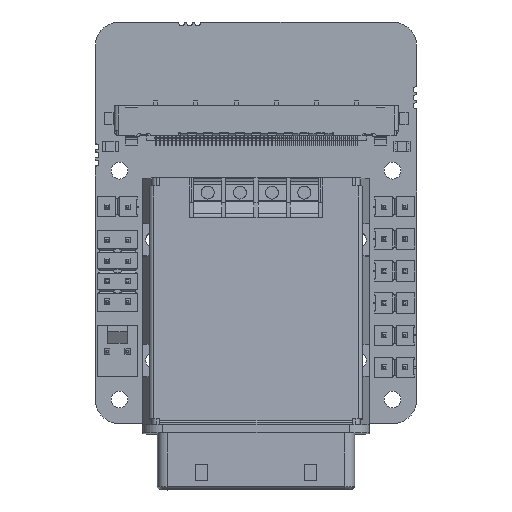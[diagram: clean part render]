
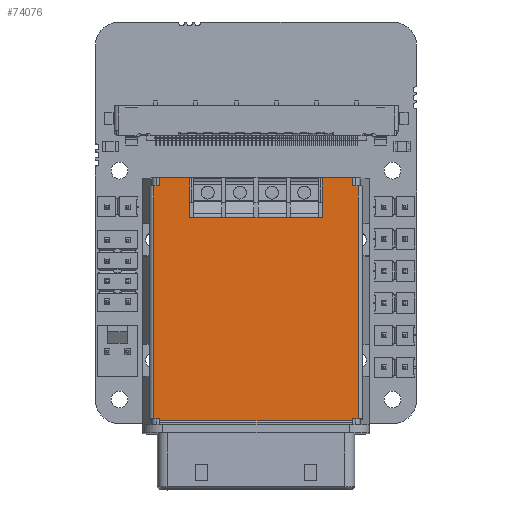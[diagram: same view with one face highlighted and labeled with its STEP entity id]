
A CAD part, top view. The second image highlights one B-rep face of the part: STEP entity #74076.
In plain terms, the highlighted face is planar.
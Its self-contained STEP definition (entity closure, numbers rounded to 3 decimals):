
#73206 = VERTEX_POINT('',#73207);
#73207 = CARTESIAN_POINT('',(-12.,3.7,-8.74));
#73213 = EDGE_CURVE('',#73206,#73214,#73216,.T.);
#73214 = VERTEX_POINT('',#73215);
#73215 = CARTESIAN_POINT('',(-12.,3.7,-8.5));
#73216 = LINE('',#73217,#73218);
#73217 = CARTESIAN_POINT('',(-12.,3.7,-8.74));
#73218 = VECTOR('',#73219,1.);
#73219 = DIRECTION('',(0.,0.,1.));
#73343 = VERTEX_POINT('',#73344);
#73344 = CARTESIAN_POINT('',(-12.745,3.7,-8.74));
#73351 = EDGE_CURVE('',#73343,#73206,#73352,.T.);
#73352 = LINE('',#73353,#73354);
#73353 = CARTESIAN_POINT('',(-12.745,3.7,-8.74));
#73354 = VECTOR('',#73355,1.);
#73355 = DIRECTION('',(1.,0.,0.));
#73377 = VERTEX_POINT('',#73378);
#73378 = CARTESIAN_POINT('',(12.,3.7,-8.74));
#73384 = EDGE_CURVE('',#73377,#73385,#73387,.T.);
#73385 = VERTEX_POINT('',#73386);
#73386 = CARTESIAN_POINT('',(12.745,3.7,-8.74));
#73387 = LINE('',#73388,#73389);
#73388 = CARTESIAN_POINT('',(12.,3.7,-8.74));
#73389 = VECTOR('',#73390,1.);
#73390 = DIRECTION('',(1.,0.,0.));
#73857 = VERTEX_POINT('',#73858);
#73858 = CARTESIAN_POINT('',(12.,3.7,-37.72));
#73934 = VERTEX_POINT('',#73935);
#73935 = CARTESIAN_POINT('',(12.745,3.7,-37.72));
#73942 = EDGE_CURVE('',#73857,#73934,#73943,.T.);
#73943 = LINE('',#73944,#73945);
#73944 = CARTESIAN_POINT('',(12.,3.7,-37.72));
#73945 = VECTOR('',#73946,1.);
#73946 = DIRECTION('',(1.,0.,0.));
#73957 = VERTEX_POINT('',#73958);
#73958 = CARTESIAN_POINT('',(-12.,3.7,-37.72));
#73964 = EDGE_CURVE('',#73965,#73957,#73967,.T.);
#73965 = VERTEX_POINT('',#73966);
#73966 = CARTESIAN_POINT('',(-12.745,3.7,-37.72));
#73967 = LINE('',#73968,#73969);
#73968 = CARTESIAN_POINT('',(-12.745,3.7,-37.72));
#73969 = VECTOR('',#73970,1.);
#73970 = DIRECTION('',(1.,0.,0.));
#74058 = EDGE_CURVE('',#73857,#74059,#74061,.T.);
#74059 = VERTEX_POINT('',#74060);
#74060 = CARTESIAN_POINT('',(12.,3.7,-38.72));
#74061 = LINE('',#74062,#74063);
#74062 = CARTESIAN_POINT('',(12.,3.7,-37.72));
#74063 = VECTOR('',#74064,1.);
#74064 = DIRECTION('',(0.,0.,-1.));
#74076 = ADVANCED_FACE('',(#74077),#74221,.T.);
#74077 = FACE_BOUND('',#74078,.F.);
#74078 = EDGE_LOOP('',(#74079,#74089,#74097,#74105,#74113,#74119,#74120,
    #74121,#74127,#74128,#74136,#74142,#74143,#74144,#74150,#74151,
    #74159,#74167,#74175,#74183,#74191,#74199,#74207,#74215));
#74079 = ORIENTED_EDGE('',*,*,#74080,.T.);
#74080 = EDGE_CURVE('',#74081,#74083,#74085,.T.);
#74081 = VERTEX_POINT('',#74082);
#74082 = CARTESIAN_POINT('',(3.745,3.7,-33.82));
#74083 = VERTEX_POINT('',#74084);
#74084 = CARTESIAN_POINT('',(4.255,3.7,-33.82));
#74085 = LINE('',#74086,#74087);
#74086 = CARTESIAN_POINT('',(3.745,3.7,-33.82));
#74087 = VECTOR('',#74088,1.);
#74088 = DIRECTION('',(1.,0.,0.));
#74089 = ORIENTED_EDGE('',*,*,#74090,.T.);
#74090 = EDGE_CURVE('',#74083,#74091,#74093,.T.);
#74091 = VERTEX_POINT('',#74092);
#74092 = CARTESIAN_POINT('',(7.745,3.7,-33.82));
#74093 = LINE('',#74094,#74095);
#74094 = CARTESIAN_POINT('',(4.255,3.7,-33.82));
#74095 = VECTOR('',#74096,1.);
#74096 = DIRECTION('',(1.,0.,0.));
#74097 = ORIENTED_EDGE('',*,*,#74098,.T.);
#74098 = EDGE_CURVE('',#74091,#74099,#74101,.T.);
#74099 = VERTEX_POINT('',#74100);
#74100 = CARTESIAN_POINT('',(8.25,3.7,-33.82));
#74101 = LINE('',#74102,#74103);
#74102 = CARTESIAN_POINT('',(7.745,3.7,-33.82));
#74103 = VECTOR('',#74104,1.);
#74104 = DIRECTION('',(1.,0.,0.));
#74105 = ORIENTED_EDGE('',*,*,#74106,.F.);
#74106 = EDGE_CURVE('',#74107,#74099,#74109,.T.);
#74107 = VERTEX_POINT('',#74108);
#74108 = CARTESIAN_POINT('',(8.25,3.7,-38.72));
#74109 = LINE('',#74110,#74111);
#74110 = CARTESIAN_POINT('',(8.25,3.7,-38.72));
#74111 = VECTOR('',#74112,1.);
#74112 = DIRECTION('',(0.,0.,1.));
#74113 = ORIENTED_EDGE('',*,*,#74114,.F.);
#74114 = EDGE_CURVE('',#74059,#74107,#74115,.T.);
#74115 = LINE('',#74116,#74117);
#74116 = CARTESIAN_POINT('',(12.,3.7,-38.72));
#74117 = VECTOR('',#74118,1.);
#74118 = DIRECTION('',(-1.,0.,0.));
#74119 = ORIENTED_EDGE('',*,*,#74058,.F.);
#74120 = ORIENTED_EDGE('',*,*,#73942,.T.);
#74121 = ORIENTED_EDGE('',*,*,#74122,.F.);
#74122 = EDGE_CURVE('',#73385,#73934,#74123,.T.);
#74123 = LINE('',#74124,#74125);
#74124 = CARTESIAN_POINT('',(12.745,3.7,-8.74));
#74125 = VECTOR('',#74126,1.);
#74126 = DIRECTION('',(0.,0.,-1.));
#74127 = ORIENTED_EDGE('',*,*,#73384,.F.);
#74128 = ORIENTED_EDGE('',*,*,#74129,.T.);
#74129 = EDGE_CURVE('',#73377,#74130,#74132,.T.);
#74130 = VERTEX_POINT('',#74131);
#74131 = CARTESIAN_POINT('',(12.,3.7,-8.5));
#74132 = LINE('',#74133,#74134);
#74133 = CARTESIAN_POINT('',(12.,3.7,-8.74));
#74134 = VECTOR('',#74135,1.);
#74135 = DIRECTION('',(0.,0.,1.));
#74136 = ORIENTED_EDGE('',*,*,#74137,.F.);
#74137 = EDGE_CURVE('',#73214,#74130,#74138,.T.);
#74138 = LINE('',#74139,#74140);
#74139 = CARTESIAN_POINT('',(-12.,3.7,-8.5));
#74140 = VECTOR('',#74141,1.);
#74141 = DIRECTION('',(1.,0.,0.));
#74142 = ORIENTED_EDGE('',*,*,#73213,.F.);
#74143 = ORIENTED_EDGE('',*,*,#73351,.F.);
#74144 = ORIENTED_EDGE('',*,*,#74145,.T.);
#74145 = EDGE_CURVE('',#73343,#73965,#74146,.T.);
#74146 = LINE('',#74147,#74148);
#74147 = CARTESIAN_POINT('',(-12.745,3.7,-8.74));
#74148 = VECTOR('',#74149,1.);
#74149 = DIRECTION('',(0.,0.,-1.));
#74150 = ORIENTED_EDGE('',*,*,#73964,.T.);
#74151 = ORIENTED_EDGE('',*,*,#74152,.F.);
#74152 = EDGE_CURVE('',#74153,#73957,#74155,.T.);
#74153 = VERTEX_POINT('',#74154);
#74154 = CARTESIAN_POINT('',(-12.,3.7,-38.72));
#74155 = LINE('',#74156,#74157);
#74156 = CARTESIAN_POINT('',(-12.,3.7,-38.72));
#74157 = VECTOR('',#74158,1.);
#74158 = DIRECTION('',(0.,0.,1.));
#74159 = ORIENTED_EDGE('',*,*,#74160,.F.);
#74160 = EDGE_CURVE('',#74161,#74153,#74163,.T.);
#74161 = VERTEX_POINT('',#74162);
#74162 = CARTESIAN_POINT('',(-8.25,3.7,-38.72));
#74163 = LINE('',#74164,#74165);
#74164 = CARTESIAN_POINT('',(-8.25,3.7,-38.72));
#74165 = VECTOR('',#74166,1.);
#74166 = DIRECTION('',(-1.,0.,0.));
#74167 = ORIENTED_EDGE('',*,*,#74168,.F.);
#74168 = EDGE_CURVE('',#74169,#74161,#74171,.T.);
#74169 = VERTEX_POINT('',#74170);
#74170 = CARTESIAN_POINT('',(-8.25,3.7,-33.82));
#74171 = LINE('',#74172,#74173);
#74172 = CARTESIAN_POINT('',(-8.25,3.7,-33.82));
#74173 = VECTOR('',#74174,1.);
#74174 = DIRECTION('',(0.,0.,-1.));
#74175 = ORIENTED_EDGE('',*,*,#74176,.T.);
#74176 = EDGE_CURVE('',#74169,#74177,#74179,.T.);
#74177 = VERTEX_POINT('',#74178);
#74178 = CARTESIAN_POINT('',(-7.745,3.7,-33.82));
#74179 = LINE('',#74180,#74181);
#74180 = CARTESIAN_POINT('',(-8.25,3.7,-33.82));
#74181 = VECTOR('',#74182,1.);
#74182 = DIRECTION('',(1.,0.,0.));
#74183 = ORIENTED_EDGE('',*,*,#74184,.T.);
#74184 = EDGE_CURVE('',#74177,#74185,#74187,.T.);
#74185 = VERTEX_POINT('',#74186);
#74186 = CARTESIAN_POINT('',(-4.255,3.7,-33.82));
#74187 = LINE('',#74188,#74189);
#74188 = CARTESIAN_POINT('',(-7.745,3.7,-33.82));
#74189 = VECTOR('',#74190,1.);
#74190 = DIRECTION('',(1.,0.,0.));
#74191 = ORIENTED_EDGE('',*,*,#74192,.T.);
#74192 = EDGE_CURVE('',#74185,#74193,#74195,.T.);
#74193 = VERTEX_POINT('',#74194);
#74194 = CARTESIAN_POINT('',(-3.745,3.7,-33.82));
#74195 = LINE('',#74196,#74197);
#74196 = CARTESIAN_POINT('',(-4.255,3.7,-33.82));
#74197 = VECTOR('',#74198,1.);
#74198 = DIRECTION('',(1.,0.,0.));
#74199 = ORIENTED_EDGE('',*,*,#74200,.T.);
#74200 = EDGE_CURVE('',#74193,#74201,#74203,.T.);
#74201 = VERTEX_POINT('',#74202);
#74202 = CARTESIAN_POINT('',(-0.255,3.7,-33.82));
#74203 = LINE('',#74204,#74205);
#74204 = CARTESIAN_POINT('',(-3.745,3.7,-33.82));
#74205 = VECTOR('',#74206,1.);
#74206 = DIRECTION('',(1.,0.,0.));
#74207 = ORIENTED_EDGE('',*,*,#74208,.T.);
#74208 = EDGE_CURVE('',#74201,#74209,#74211,.T.);
#74209 = VERTEX_POINT('',#74210);
#74210 = CARTESIAN_POINT('',(0.255,3.7,-33.82));
#74211 = LINE('',#74212,#74213);
#74212 = CARTESIAN_POINT('',(-0.255,3.7,-33.82));
#74213 = VECTOR('',#74214,1.);
#74214 = DIRECTION('',(1.,0.,0.));
#74215 = ORIENTED_EDGE('',*,*,#74216,.T.);
#74216 = EDGE_CURVE('',#74209,#74081,#74217,.T.);
#74217 = LINE('',#74218,#74219);
#74218 = CARTESIAN_POINT('',(0.255,3.7,-33.82));
#74219 = VECTOR('',#74220,1.);
#74220 = DIRECTION('',(1.,0.,0.));
#74221 = PLANE('',#74222);
#74222 = AXIS2_PLACEMENT_3D('',#74223,#74224,#74225);
#74223 = CARTESIAN_POINT('',(-12.,3.7,-8.74));
#74224 = DIRECTION('',(0.,1.,0.));
#74225 = DIRECTION('',(0.,0.,1.));
